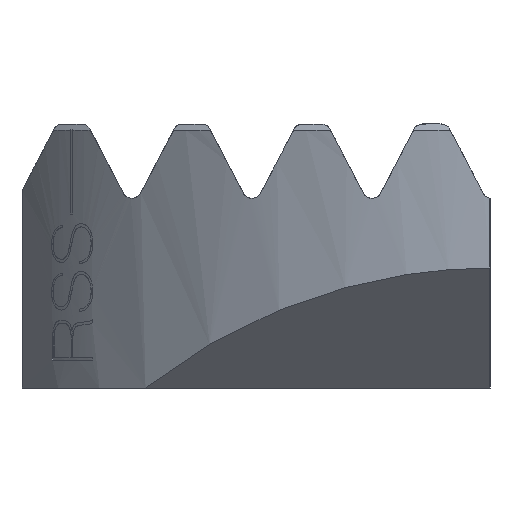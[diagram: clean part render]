
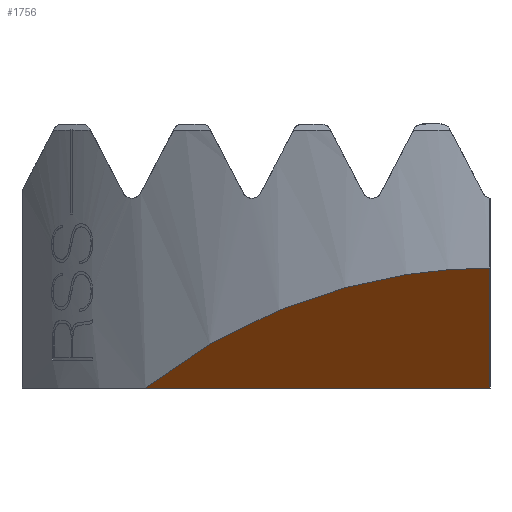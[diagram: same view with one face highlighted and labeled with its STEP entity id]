
A CAD part, left-side view. The second image highlights one B-rep face of the part: STEP entity #1756.
In plain terms, the highlighted planar face has unit normal (-0.707, 0, -0.707).
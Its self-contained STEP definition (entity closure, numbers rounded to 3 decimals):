
#1286=EDGE_CURVE('NONE',#1914,#1700,#2820,.T.);
#1682=VERTEX_POINT('NONE',#3260);
#1700=VERTEX_POINT('NONE',#3280);
#1756=ADVANCED_FACE('NONE',(#3343),#3344,.T.);
#1806=EDGE_CURVE('NONE',#1682,#1700,#3395,.T.);
#1914=VERTEX_POINT('NONE',#3510);
#1964=EDGE_CURVE('NONE',#1682,#1914,#3565,.T.);
#2820=LINE('',#6655,#6656);
#3260=CARTESIAN_POINT('',(-11.,17.321,-13.4));
#3280=CARTESIAN_POINT('',(-17.,0.1,-7.4));
#3343=FACE_OUTER_BOUND('',#9842,.T.);
#3344=PLANE('',#9843);
#3395=ELLIPSE('',#9996,39.598,28.0);
#3510=CARTESIAN_POINT('',(-11.,0.1,-13.4));
#3565=LINE('',#10576,#10577);
#6655=CARTESIAN_POINT('',(-17.6,0.1,-6.8));
#6656=VECTOR('',#12066,1.0);
#9842=EDGE_LOOP('',(#12588,#12589,#12590));
#9843=AXIS2_PLACEMENT_3D('',#12591,#12592,#12593);
#9996=AXIS2_PLACEMENT_3D('',#12613,#12614,#12615);
#10576=CARTESIAN_POINT('',(-11.,25.3,-13.4));
#10577=VECTOR('',#12760,1.0);
#12066=DIRECTION('',(-0.707,0.0,0.707));
#12588=ORIENTED_EDGE('',*,*,#1964,.T.);
#12589=ORIENTED_EDGE('',*,*,#1286,.T.);
#12590=ORIENTED_EDGE('',*,*,#1806,.F.);
#12591=CARTESIAN_POINT('',(-10.,23.5,-14.4));
#12592=DIRECTION('',(-0.707,0.0,-0.707));
#12593=DIRECTION('',(0.0,1.0,0.0));
#12613=CARTESIAN_POINT('',(11.0,0.0,-35.4));
#12614=DIRECTION('',(0.707,0.0,0.707));
#12615=DIRECTION('',(0.707,0.0,-0.707));
#12760=DIRECTION('',(0.0,-1.0,0.0));
